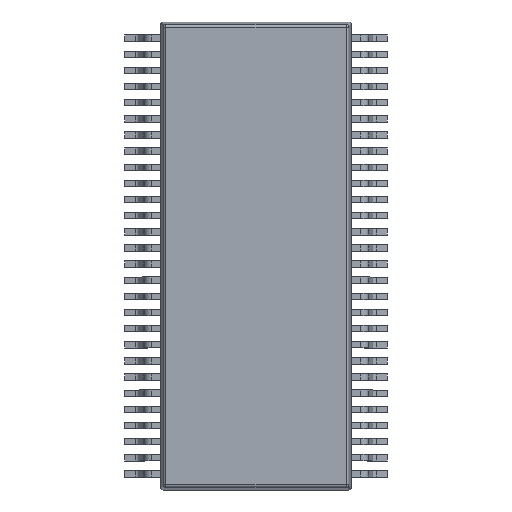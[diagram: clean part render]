
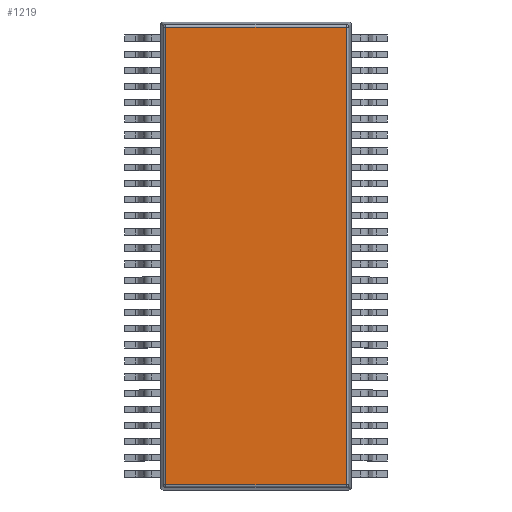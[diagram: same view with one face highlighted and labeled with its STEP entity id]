
A CAD part, top view. The second image highlights one B-rep face of the part: STEP entity #1219.
In plain terms, the highlighted face is planar.
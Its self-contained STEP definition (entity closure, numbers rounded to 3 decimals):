
#491=DIRECTION('',(0.,0.,1.));
#492=VECTOR('',#491,18.017);
#493=CARTESIAN_POINT('',(-3.546,0.902,-9.008));
#494=LINE('',#493,#492);
#498=DIRECTION('',(-1.,0.,0.));
#499=VECTOR('',#498,7.092);
#500=CARTESIAN_POINT('',(3.546,0.902,-9.008));
#501=LINE('',#500,#499);
#505=DIRECTION('',(0.,0.,-1.));
#506=VECTOR('',#505,18.017);
#507=CARTESIAN_POINT('',(3.546,0.902,9.008));
#508=LINE('',#507,#506);
#512=DIRECTION('',(1.,0.,0.));
#513=VECTOR('',#512,7.092);
#514=CARTESIAN_POINT('',(-3.546,0.902,9.008));
#515=LINE('',#514,#513);
#659=CARTESIAN_POINT('',(-3.546,0.902,-9.008));
#660=CARTESIAN_POINT('',(-3.546,0.902,9.008));
#661=VERTEX_POINT('',#659);
#662=VERTEX_POINT('',#660);
#667=CARTESIAN_POINT('',(3.546,0.902,9.008));
#668=CARTESIAN_POINT('',(3.546,0.902,-9.008));
#669=VERTEX_POINT('',#667);
#670=VERTEX_POINT('',#668);
#1208=CARTESIAN_POINT('',(0.,0.902,0.));
#1209=DIRECTION('',(0.,1.,0.));
#1210=DIRECTION('',(1.,0.,0.));
#1211=AXIS2_PLACEMENT_3D('',#1208,#1209,#1210);
#1212=PLANE('',#1211);
#1213=ORIENTED_EDGE('',*,*,#1136,.F.);
#1214=ORIENTED_EDGE('',*,*,#1199,.F.);
#1215=ORIENTED_EDGE('',*,*,#1038,.F.);
#1216=ORIENTED_EDGE('',*,*,#1067,.F.);
#1217=EDGE_LOOP('',(#1213,#1214,#1215,#1216));
#1218=FACE_OUTER_BOUND('',#1217,.F.);
#1219=ADVANCED_FACE('',(#1218),#1212,.T.);
#1038=EDGE_CURVE('',#669,#670,#508,.T.);
#1067=EDGE_CURVE('',#662,#669,#515,.T.);
#1136=EDGE_CURVE('',#661,#662,#494,.T.);
#1199=EDGE_CURVE('',#670,#661,#501,.T.);
